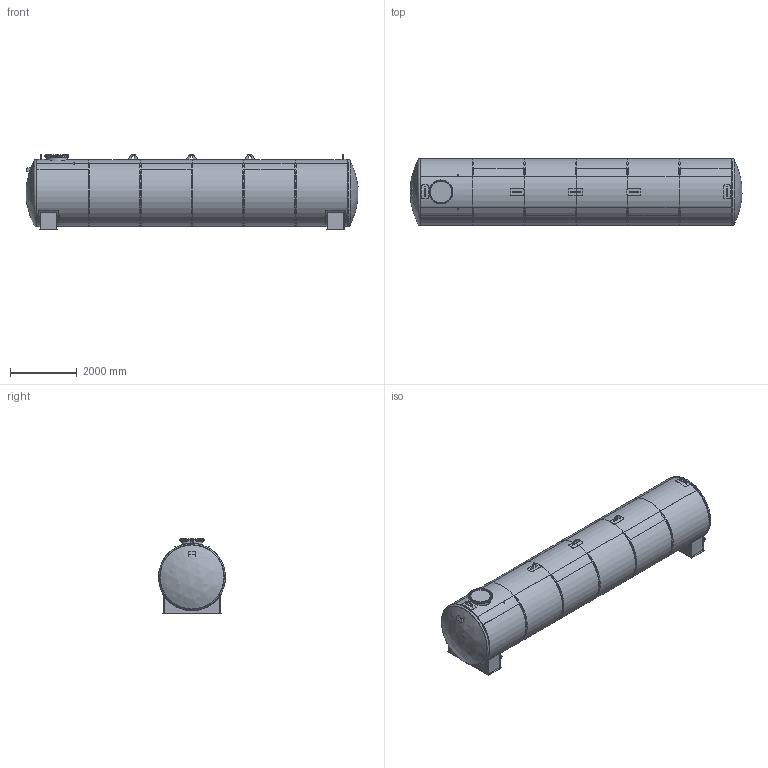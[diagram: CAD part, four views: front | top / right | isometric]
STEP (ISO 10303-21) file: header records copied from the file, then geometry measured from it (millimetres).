
FILE_DESCRIPTION(/* description */ (''),/* implementation_level */ '2;1');
FILE_NAME(/* name */ 'dh3c_cad-101250_202208.stp',/* time_stamp */ '2022-09-05T15:56:39+02:00',/* author */ ('mh'),/* organization */ (''),/* preprocessor_version */ 'ST-DEVELOPER v18.1',/* originating_system */ 'Autodesk Inventor 2022',/* authorisation */ '');
FILE_SCHEMA (('AUTOMOTIVE_DESIGN { 1 0 10303 214 3 1 1 }'));
Length unit declared in the file: millimetre
Products named in the file (1): Bauteil11
Bounding box: 9953.79 x 2007.52 x 2263 mm (x, y, z)
Surface area: 265762144.2 mm2 (no closed solid volume)
Topology: 0 solids, 149 shells, 1644 faces, 3533 edges, 2256 vertices
Faces by surface type: plane 926, cone 352, cylinder 330, bspline 20, sphere 8, torus 8
Full cylindrical faces by diameter (mm): 13.835 x32, 16 x32, 17 x32, 18 x64, 22.49 x32, 30 x32, 30.291 x2, 39.5 x2, 580 x1, 600 x1, 610 x1, 630 x1, 660 x1, 720 x2, 1988 x8, 2000 x8, 2002 x2, 2008 x2
Entity records: 47012 total; most frequent: CARTESIAN_POINT 10774, ORIENTED_EDGE 7066, DIRECTION 7015, EDGE_CURVE 3533, AXIS2_PLACEMENT_3D 2695, VERTEX_POINT 2256, EDGE_LOOP 1983, FACE_OUTER_BOUND 1644
